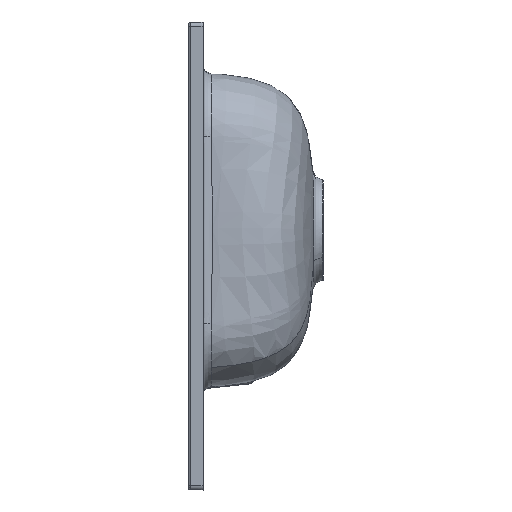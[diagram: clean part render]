
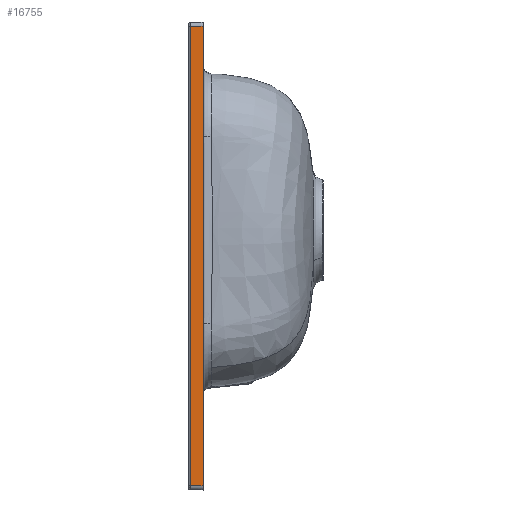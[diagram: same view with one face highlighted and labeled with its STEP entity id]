
A CAD part, left-side view. The second image highlights one B-rep face of the part: STEP entity #16755.
In plain terms, the highlighted planar face has unit normal (-0.999, 0.035, 0).
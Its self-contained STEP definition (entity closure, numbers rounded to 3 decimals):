
#239 = EDGE_CURVE ( 'NONE', #18297, #9436, #4265, .T. ) ;
#1893 = PLANE ( 'NONE',  #21283 ) ;
#3058 = CARTESIAN_POINT ( 'NONE',  ( -250.067, -1.93, 221.07 ) ) ;
#3095 = LINE ( 'NONE', #6246, #28508 ) ;
#3928 = VECTOR ( 'NONE', #20439, 1000. ) ;
#4265 = LINE ( 'NONE', #21840, #21710 ) ;
#6246 = CARTESIAN_POINT ( 'NONE',  ( -250.489, -14., 225. ) ) ;
#6505 = DIRECTION ( 'NONE',  ( -0.035, -0.999, -0.017 ) ) ;
#6786 = LINE ( 'NONE', #8736, #3928 ) ;
#7232 = EDGE_CURVE ( 'NONE', #14886, #9776, #3095, .T. ) ;
#8066 = CARTESIAN_POINT ( 'NONE',  ( -250.489, -14., -221.246 ) ) ;
#8692 = ORIENTED_EDGE ( 'NONE', *, *, #239, .T. ) ;
#8736 = CARTESIAN_POINT ( 'NONE',  ( -250.005, -0.139, 221.007 ) ) ;
#9436 = VERTEX_POINT ( 'NONE', #29470 ) ;
#9466 = ORIENTED_EDGE ( 'NONE', *, *, #11943, .T. ) ;
#9776 = VERTEX_POINT ( 'NONE', #27232 ) ;
#10155 = CARTESIAN_POINT ( 'NONE',  ( -249.729, 7.773, -220.866 ) ) ;
#10176 = LINE ( 'NONE', #10155, #15641 ) ;
#10336 = DIRECTION ( 'NONE',  ( 0., 0., -1. ) ) ;
#11943 = EDGE_CURVE ( 'NONE', #9436, #14886, #10176, .T. ) ;
#13218 = CARTESIAN_POINT ( 'NONE',  ( -250., 0., 225. ) ) ;
#14863 = FACE_OUTER_BOUND ( 'NONE', #16247, .T. ) ;
#14886 = VERTEX_POINT ( 'NONE', #8066 ) ;
#15466 = DIRECTION ( 'NONE',  ( -0.999, 0.035, 0. ) ) ;
#15641 = VECTOR ( 'NONE', #6505, 1000. ) ;
#15970 = ORIENTED_EDGE ( 'NONE', *, *, #22709, .T. ) ;
#16005 = ORIENTED_EDGE ( 'NONE', *, *, #7232, .T. ) ;
#16247 = EDGE_LOOP ( 'NONE', ( #9466, #16005, #15970, #8692 ) ) ;
#16755 = ADVANCED_FACE ( 'NONE', ( #14863 ), #1893, .T. ) ;
#17921 = DIRECTION ( 'NONE',  ( -0.035, -0.999, 0. ) ) ;
#18297 = VERTEX_POINT ( 'NONE', #3058 ) ;
#20439 = DIRECTION ( 'NONE',  ( 0.035, 0.999, -0.035 ) ) ;
#21283 = AXIS2_PLACEMENT_3D ( 'NONE', #13218, #15466, #17921 ) ;
#21710 = VECTOR ( 'NONE', #10336, 1000. ) ;
#21840 = CARTESIAN_POINT ( 'NONE',  ( -250.067, -1.93, -221.002 ) ) ;
#22213 = DIRECTION ( 'NONE',  ( 0., 0., 1. ) ) ;
#22709 = EDGE_CURVE ( 'NONE', #9776, #18297, #6786, .T. ) ;
#27232 = CARTESIAN_POINT ( 'NONE',  ( -250.489, -14., 221.491 ) ) ;
#28508 = VECTOR ( 'NONE', #22213, 1000. ) ;
#29470 = CARTESIAN_POINT ( 'NONE',  ( -250.067, -1.93, -221.036 ) ) ;
